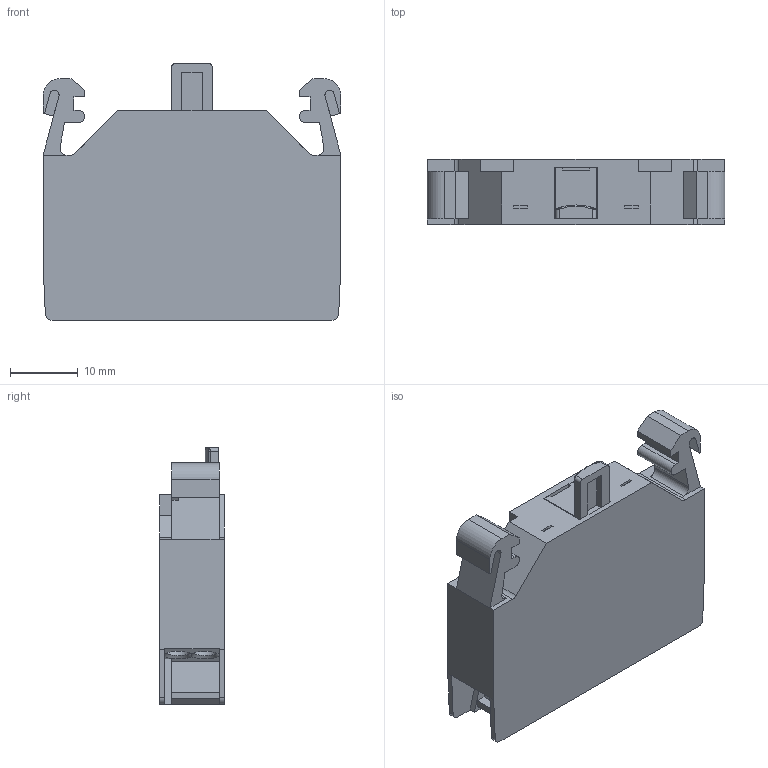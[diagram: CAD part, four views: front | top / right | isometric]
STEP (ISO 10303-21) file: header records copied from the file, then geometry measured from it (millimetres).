
FILE_DESCRIPTION(/* description */ (''),/* implementation_level */ '2;1');
FILE_NAME(/* name */ 'DTIV_ipt.stp',/* time_stamp */ '2017-03-31T10:23:45+02:00',/* author */ ('ahoffmann'),/* organization */ (''),/* preprocessor_version */ 'ST-DEVELOPER v16.1',/* originating_system */ 'Autodesk Inventor 2016',/* authorisation */ '');
FILE_SCHEMA (('AUTOMOTIVE_DESIGN { 1 0 10303 214 3 1 1 }'));
Length unit declared in the file: centimetre
Products named in the file (1): DTIV_vereinfacht
Bounding box: 44 x 9.6 x 37.9 mm (x, y, z)
Volume: 10708.7 mm3; surface area: 6431.2 mm2
Topology: 1 solids, 9 shells, 295 faces, 789 edges, 520 vertices
Faces by surface type: plane 237, cylinder 51, cone 4, bspline 2, torus 1
Full cylindrical faces by diameter (mm): 1.6 x2, 2.2 x2, 2.3 x2, 3.5 x4
Entity records: 9068 total; most frequent: CARTESIAN_POINT 1667, ORIENTED_EDGE 1542, DIRECTION 1462, EDGE_CURVE 771, LINE 648, VECTOR 648, VERTEX_POINT 516, AXIS2_PLACEMENT_3D 407
